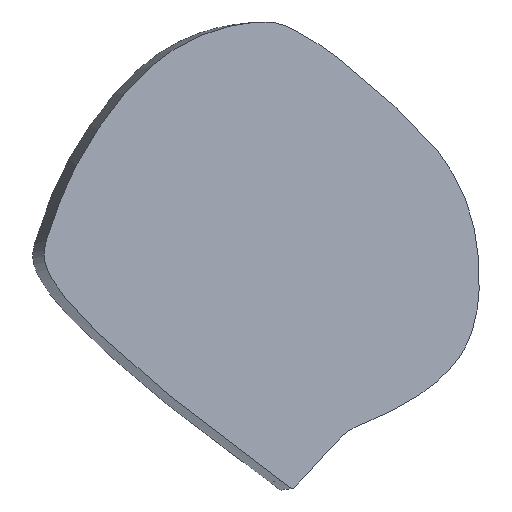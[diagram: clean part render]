
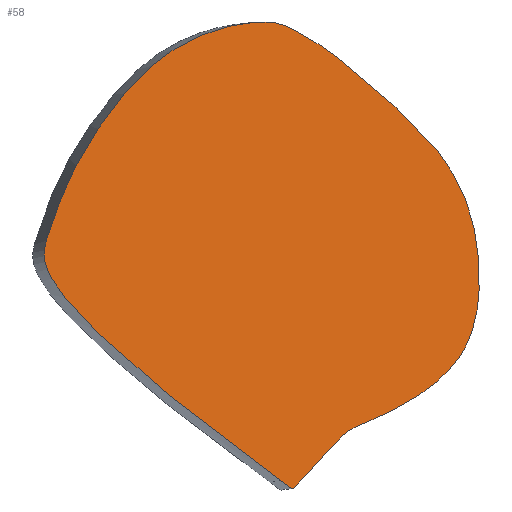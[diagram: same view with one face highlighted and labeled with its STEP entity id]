
A CAD part, left-side view. The second image highlights one B-rep face of the part: STEP entity #58.
In plain terms, the highlighted planar face has unit normal (-0.984, -0.181, 0.002).
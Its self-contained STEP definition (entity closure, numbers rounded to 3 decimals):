
#58=ADVANCED_FACE('',(#77),#78,.T.);
#77=FACE_OUTER_BOUND('',#447,.T.);
#78=PLANE('',#448);
#447=EDGE_LOOP('',(#501,#502));
#448=AXIS2_PLACEMENT_3D('',#503,#504,#505);
#501=ORIENTED_EDGE('',*,*,#515,.F.);
#502=ORIENTED_EDGE('',*,*,#529,.F.);
#503=CARTESIAN_POINT('',(10.121,73.226,-97.232));
#504=DIRECTION('',(-0.983,-0.181,0.002));
#505=DIRECTION('',(0.,0.01,1.));
#515=EDGE_CURVE('',#536,#532,#538,.T.);
#529=EDGE_CURVE('',#532,#536,#561,.T.);
#532=VERTEX_POINT('',#564);
#536=VERTEX_POINT('',#614);
#538=B_SPLINE_CURVE_WITH_KNOTS('',3,(#617,#618,#619,#620,#621,#622,#623,#624,#625,#626,#627,#628,#629,#630,#631,#632,#633,#634,#635,#636,#637,#638,#639,#640,#641,#642,#643,#644,#645,#646,#647,#648,#649,#650,#651,#652,#653,#654,#655,#656,#657,#658,#659,#660,#661,#662),.UNSPECIFIED.,.F.,.F.,(4,3,3,3,3,3,3,3,3,3,3,3,3,3,3,4),(0.0,8.159,18.341,27.476,33.079,36.326,39.635,45.716,52.875,59.132,64.368,69.755,74.199,77.141,81.193,84.122),.UNSPECIFIED.);
#561=B_SPLINE_CURVE_WITH_KNOTS('',3,(#754,#755,#756,#757,#758,#759,#760,#761,#762,#763,#764,#765,#766,#767,#768,#769,#770,#771,#772,#773,#774,#775,#776,#777,#778,#779,#780,#781,#782,#783,#784,#785,#786,#787,#788,#789,#790,#791,#792,#793,#794,#795,#796,#797,#798,#799),.UNSPECIFIED.,.F.,.F.,(4,3,3,3,3,3,3,3,3,3,3,3,3,3,3,4),(84.122,87.05,94.484,100.336,105.3,110.427,115.955,120.612,124.856,130.155,135.389,137.911,140.508,144.52,146.301,148.167),.UNSPECIFIED.);
#564=CARTESIAN_POINT('',(18.526,27.749,-78.586));
#614=CARTESIAN_POINT('',(17.251,34.205,-124.484));
#617=CARTESIAN_POINT('',(17.251,34.205,-124.484));
#618=CARTESIAN_POINT('',(17.017,35.485,-123.533));
#619=CARTESIAN_POINT('',(16.549,38.045,-121.66));
#620=CARTESIAN_POINT('',(16.069,40.675,-119.658));
#621=CARTESIAN_POINT('',(15.589,43.305,-117.656));
#622=CARTESIAN_POINT('',(15.096,46.004,-115.525));
#623=CARTESIAN_POINT('',(14.631,48.552,-113.372));
#624=CARTESIAN_POINT('',(14.166,51.101,-111.219));
#625=CARTESIAN_POINT('',(13.729,53.499,-109.043));
#626=CARTESIAN_POINT('',(13.412,55.24,-107.278));
#627=CARTESIAN_POINT('',(13.095,56.98,-105.513));
#628=CARTESIAN_POINT('',(12.898,58.064,-104.159));
#629=CARTESIAN_POINT('',(12.767,58.791,-103.019));
#630=CARTESIAN_POINT('',(12.635,59.518,-101.878));
#631=CARTESIAN_POINT('',(12.569,59.889,-100.951));
#632=CARTESIAN_POINT('',(12.56,59.946,-100.066));
#633=CARTESIAN_POINT('',(12.551,60.003,-99.181));
#634=CARTESIAN_POINT('',(12.6,59.745,-98.338));
#635=CARTESIAN_POINT('',(12.694,59.249,-96.884));
#636=CARTESIAN_POINT('',(12.788,58.752,-95.43));
#637=CARTESIAN_POINT('',(12.928,58.017,-93.364));
#638=CARTESIAN_POINT('',(13.118,57.002,-91.259));
#639=CARTESIAN_POINT('',(13.309,55.987,-89.155));
#640=CARTESIAN_POINT('',(13.552,54.693,-87.012));
#641=CARTESIAN_POINT('',(13.799,53.366,-85.15));
#642=CARTESIAN_POINT('',(14.047,52.039,-83.288));
#643=CARTESIAN_POINT('',(14.3,50.68,-81.706));
#644=CARTESIAN_POINT('',(14.543,49.374,-80.409));
#645=CARTESIAN_POINT('',(14.786,48.068,-79.112));
#646=CARTESIAN_POINT('',(15.018,46.815,-78.099));
#647=CARTESIAN_POINT('',(15.295,45.321,-77.227));
#648=CARTESIAN_POINT('',(15.572,43.827,-76.355));
#649=CARTESIAN_POINT('',(15.892,42.092,-75.625));
#650=CARTESIAN_POINT('',(16.194,40.456,-75.17));
#651=CARTESIAN_POINT('',(16.496,38.82,-74.715));
#652=CARTESIAN_POINT('',(16.78,37.283,-74.535));
#653=CARTESIAN_POINT('',(16.987,36.156,-74.526));
#654=CARTESIAN_POINT('',(17.194,35.029,-74.517));
#655=CARTESIAN_POINT('',(17.326,34.312,-74.678));
#656=CARTESIAN_POINT('',(17.5,33.361,-75.088));
#657=CARTESIAN_POINT('',(17.675,32.41,-75.498));
#658=CARTESIAN_POINT('',(17.891,31.224,-76.157));
#659=CARTESIAN_POINT('',(18.136,29.886,-77.051));
#660=CARTESIAN_POINT('',(18.258,29.217,-77.499));
#661=CARTESIAN_POINT('',(18.387,28.51,-78.005));
#662=CARTESIAN_POINT('',(18.526,27.749,-78.586));
#754=CARTESIAN_POINT('',(18.526,27.749,-78.586));
#755=CARTESIAN_POINT('',(18.666,26.987,-79.167));
#756=CARTESIAN_POINT('',(18.815,26.171,-79.822));
#757=CARTESIAN_POINT('',(18.976,25.283,-80.565));
#758=CARTESIAN_POINT('',(19.3,23.509,-82.053));
#759=CARTESIAN_POINT('',(19.676,21.449,-83.898));
#760=CARTESIAN_POINT('',(19.97,19.835,-85.518));
#761=CARTESIAN_POINT('',(20.264,18.221,-87.137));
#762=CARTESIAN_POINT('',(20.476,17.052,-88.533));
#763=CARTESIAN_POINT('',(20.649,16.099,-89.947));
#764=CARTESIAN_POINT('',(20.822,15.146,-91.361));
#765=CARTESIAN_POINT('',(20.955,14.408,-92.793));
#766=CARTESIAN_POINT('',(21.054,13.854,-94.326));
#767=CARTESIAN_POINT('',(21.153,13.301,-95.859));
#768=CARTESIAN_POINT('',(21.218,12.93,-97.493));
#769=CARTESIAN_POINT('',(21.253,12.72,-99.298));
#770=CARTESIAN_POINT('',(21.288,12.51,-101.103));
#771=CARTESIAN_POINT('',(21.293,12.461,-103.078));
#772=CARTESIAN_POINT('',(21.26,12.625,-104.805));
#773=CARTESIAN_POINT('',(21.226,12.789,-106.532));
#774=CARTESIAN_POINT('',(21.154,13.166,-108.011));
#775=CARTESIAN_POINT('',(21.05,13.717,-109.287));
#776=CARTESIAN_POINT('',(20.946,14.268,-110.563));
#777=CARTESIAN_POINT('',(20.811,14.992,-111.636));
#778=CARTESIAN_POINT('',(20.61,16.072,-112.728));
#779=CARTESIAN_POINT('',(20.41,17.152,-113.82));
#780=CARTESIAN_POINT('',(20.143,18.588,-114.932));
#781=CARTESIAN_POINT('',(19.842,20.215,-115.892));
#782=CARTESIAN_POINT('',(19.54,21.843,-116.853));
#783=CARTESIAN_POINT('',(19.204,23.663,-117.661));
#784=CARTESIAN_POINT('',(18.986,24.839,-118.172));
#785=CARTESIAN_POINT('',(18.769,26.015,-118.682));
#786=CARTESIAN_POINT('',(18.671,26.547,-118.894));
#787=CARTESIAN_POINT('',(18.576,27.056,-119.272));
#788=CARTESIAN_POINT('',(18.482,27.565,-119.651));
#789=CARTESIAN_POINT('',(18.391,28.051,-120.195));
#790=CARTESIAN_POINT('',(18.241,28.861,-121.096));
#791=CARTESIAN_POINT('',(18.09,29.671,-121.996));
#792=CARTESIAN_POINT('',(17.879,30.804,-123.252));
#793=CARTESIAN_POINT('',(17.743,31.536,-124.045));
#794=CARTESIAN_POINT('',(17.607,32.267,-124.837));
#795=CARTESIAN_POINT('',(17.545,32.596,-125.166));
#796=CARTESIAN_POINT('',(17.515,32.761,-125.316));
#797=CARTESIAN_POINT('',(17.484,32.925,-125.465));
#798=CARTESIAN_POINT('',(17.484,32.925,-125.436));
#799=CARTESIAN_POINT('',(17.251,34.205,-124.484));
